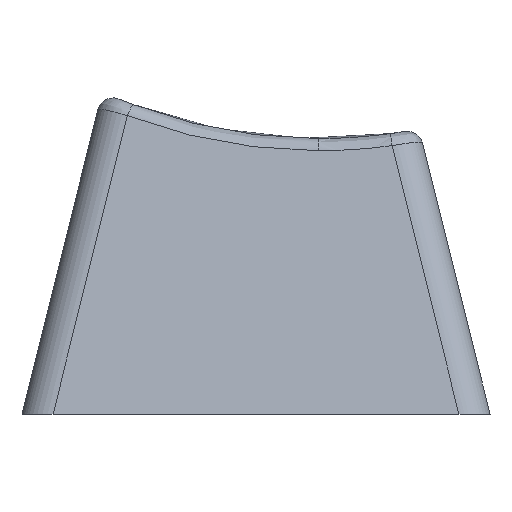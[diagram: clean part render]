
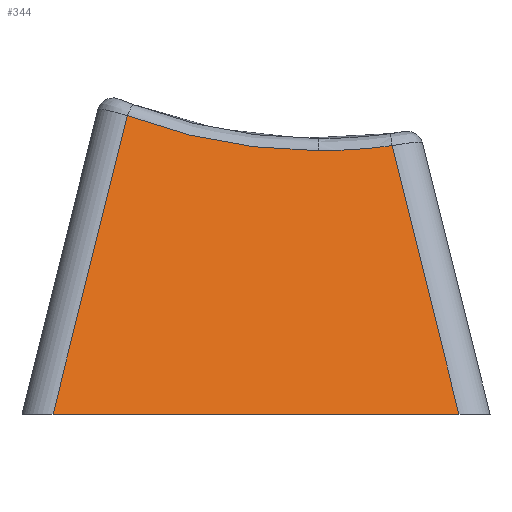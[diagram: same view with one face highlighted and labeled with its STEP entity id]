
A CAD part, left-side view. The second image highlights one B-rep face of the part: STEP entity #344.
In plain terms, the highlighted planar face has unit normal (-0.97, 0, 0.241).
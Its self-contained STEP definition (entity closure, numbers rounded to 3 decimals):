
#295=CARTESIAN_POINT('',(222.121,18.675,2.145));
#296=DIRECTION('',(-0.97,0.,0.242));
#297=DIRECTION('',(0.242,0.,0.97));
#298=AXIS2_PLACEMENT_3D('',#295,#296,#297);
#299=PLANE('',#298);
#300=CARTESIAN_POINT('',(224.201,13.351,10.498));
#301=VERTEX_POINT('',#300);
#302=CARTESIAN_POINT('',(224.151,16.235,10.3));
#303=VERTEX_POINT('',#302);
#304=CARTESIAN_POINT('',(229.39,16.235,31.348));
#305=DIRECTION('',(0.97,-0.,-0.242));
#306=DIRECTION('',(-0.242,-0.,-0.97));
#307=AXIS2_PLACEMENT_3D('',#304,#305,#306);
#308=ELLIPSE('',#307,21.691,21.049);
#309=EDGE_CURVE('',#301,#303,#308,.T.);
#310=ORIENTED_EDGE('',*,*,#309,.T.);
#311=CARTESIAN_POINT('',(224.492,23.707,11.67));
#312=VERTEX_POINT('',#311);
#313=CARTESIAN_POINT('',(229.39,16.235,31.348));
#314=DIRECTION('',(0.97,-0.,-0.242));
#315=DIRECTION('',(-0.242,-0.,-0.97));
#316=AXIS2_PLACEMENT_3D('',#313,#314,#315);
#317=ELLIPSE('',#316,21.691,21.049);
#318=EDGE_CURVE('',#303,#312,#317,.T.);
#319=ORIENTED_EDGE('',*,*,#318,.T.);
#320=CARTESIAN_POINT('',(221.587,26.612,0.));
#321=VERTEX_POINT('',#320);
#322=CARTESIAN_POINT('',(224.492,23.707,11.67));
#323=DIRECTION('',(-0.235,0.235,-0.943));
#324=VECTOR('',#323,12.372);
#325=LINE('',#322,#324);
#326=EDGE_CURVE('',#312,#321,#325,.T.);
#327=ORIENTED_EDGE('',*,*,#326,.T.);
#328=CARTESIAN_POINT('',(221.587,10.738,0.));
#329=VERTEX_POINT('',#328);
#330=CARTESIAN_POINT('',(221.587,26.612,0.));
#331=DIRECTION('',(-0.,-1.,-0.));
#332=VECTOR('',#331,15.874);
#333=LINE('',#330,#332);
#334=EDGE_CURVE('',#321,#329,#333,.T.);
#335=ORIENTED_EDGE('',*,*,#334,.T.);
#336=CARTESIAN_POINT('',(221.587,10.738,0.));
#337=DIRECTION('',(0.235,0.235,0.943));
#338=VECTOR('',#337,11.13);
#339=LINE('',#336,#338);
#340=EDGE_CURVE('',#329,#301,#339,.T.);
#341=ORIENTED_EDGE('',*,*,#340,.T.);
#342=EDGE_LOOP('',(#310,#319,#327,#335,#341));
#343=FACE_BOUND('',#342,.T.);
#344=ADVANCED_FACE('',(#343),#299,.T.);
